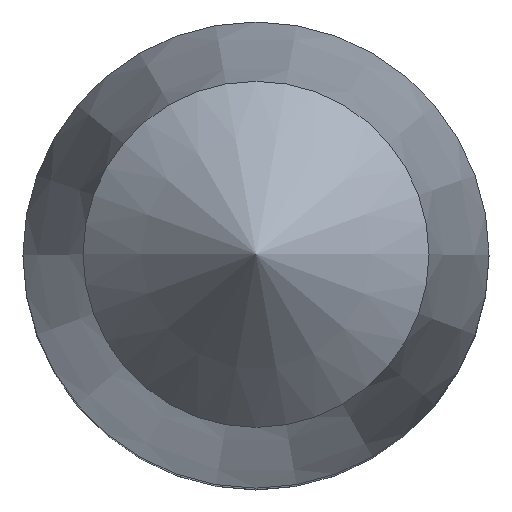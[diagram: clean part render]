
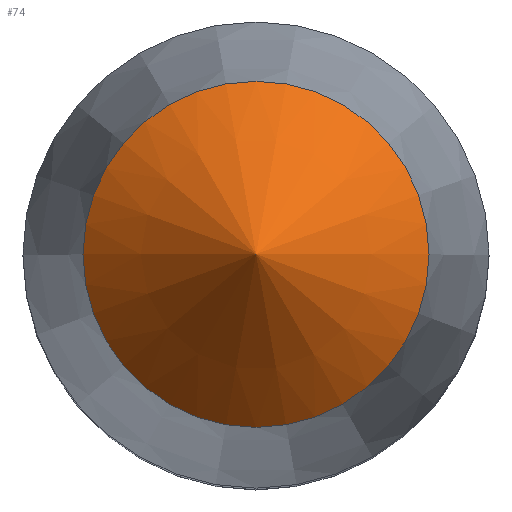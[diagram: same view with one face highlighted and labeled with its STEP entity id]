
A CAD part, top view. The second image highlights one B-rep face of the part: STEP entity #74.
In plain terms, the highlighted conical face has half-angle 45 degrees and reference radius 3.161 mm.
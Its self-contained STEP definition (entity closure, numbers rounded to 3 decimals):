
#60=VERTEX_LOOP('',#228);
#74=ADVANCED_FACE('',(#108,#109),#91,.T.);
#91=CONICAL_SURFACE('',#670,3.161,45.);
#108=FACE_BOUND('',#132,.T.);
#109=FACE_BOUND('',#60,.T.);
#132=EDGE_LOOP('',(#164));
#164=ORIENTED_EDGE('',*,*,#255,.F.);
#227=VERTEX_POINT('',#902);
#228=VERTEX_POINT('',#904);
#255=EDGE_CURVE('',#227,#227,#290,.T.);
#290=CIRCLE('',#668,2.272);
#668=AXIS2_PLACEMENT_3D('',#901,#765,#766);
#670=AXIS2_PLACEMENT_3D('',#905,#769,#770);
#765=DIRECTION('',(0.,0.,-1.));
#766=DIRECTION('',(1.,0.,0.));
#769=DIRECTION('',(0.,0.,-1.));
#770=DIRECTION('',(-1.,0.,0.));
#901=CARTESIAN_POINT('',(0.,0.,61.918));
#902=CARTESIAN_POINT('',(2.272,0.,61.918));
#904=CARTESIAN_POINT('',(0.,0.,64.19));
#905=CARTESIAN_POINT('',(0.,0.,61.029));
